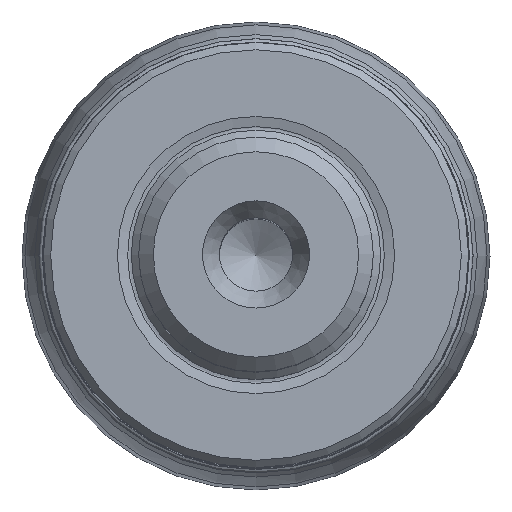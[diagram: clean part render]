
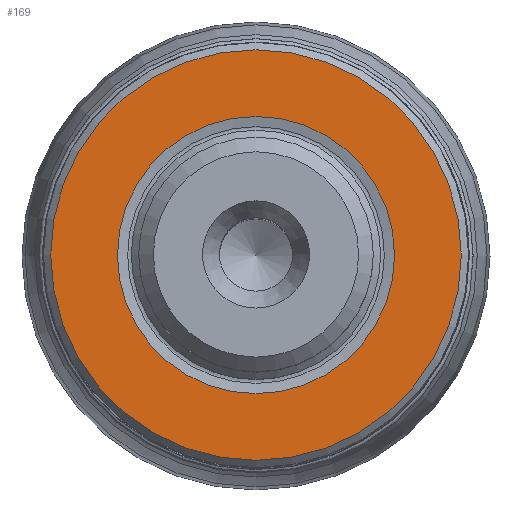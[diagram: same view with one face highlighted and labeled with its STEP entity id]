
A CAD part, top view. The second image highlights one B-rep face of the part: STEP entity #169.
In plain terms, the highlighted planar face has unit normal (0, 0, 1).
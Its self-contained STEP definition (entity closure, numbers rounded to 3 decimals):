
#53=PLANE('',#942);
#169=ADVANCED_FACE('',(#373,#374),#53,.T.);
#373=FACE_BOUND('',#483,.T.);
#374=FACE_BOUND('',#484,.T.);
#483=EDGE_LOOP('',(#617));
#484=EDGE_LOOP('',(#618));
#617=ORIENTED_EDGE('',*,*,#809,.T.);
#618=ORIENTED_EDGE('',*,*,#808,.F.);
#738=VERTEX_POINT('',#1701);
#739=VERTEX_POINT('',#1704);
#808=EDGE_CURVE('',#738,#738,#870,.T.);
#809=EDGE_CURVE('',#739,#739,#871,.T.);
#870=CIRCLE('',#939,14.);
#871=CIRCLE('',#941,9.449);
#939=AXIS2_PLACEMENT_3D('',#1700,#1124,#1125);
#941=AXIS2_PLACEMENT_3D('',#1703,#1128,#1129);
#942=AXIS2_PLACEMENT_3D('',#1705,#1130,#1131);
#1124=DIRECTION('',(0.,0.,-1.));
#1125=DIRECTION('',(-1.,0.,0.));
#1128=DIRECTION('',(0.,0.,-1.));
#1129=DIRECTION('',(-1.,0.,0.));
#1130=DIRECTION('',(0.,0.,1.));
#1131=DIRECTION('',(1.,0.,0.));
#1700=CARTESIAN_POINT('',(0.,0.,0.));
#1701=CARTESIAN_POINT('',(-14.,0.,0.));
#1703=CARTESIAN_POINT('',(0.,0.,0.));
#1704=CARTESIAN_POINT('',(-9.449,0.,0.));
#1705=CARTESIAN_POINT('',(14.,0.,0.));
